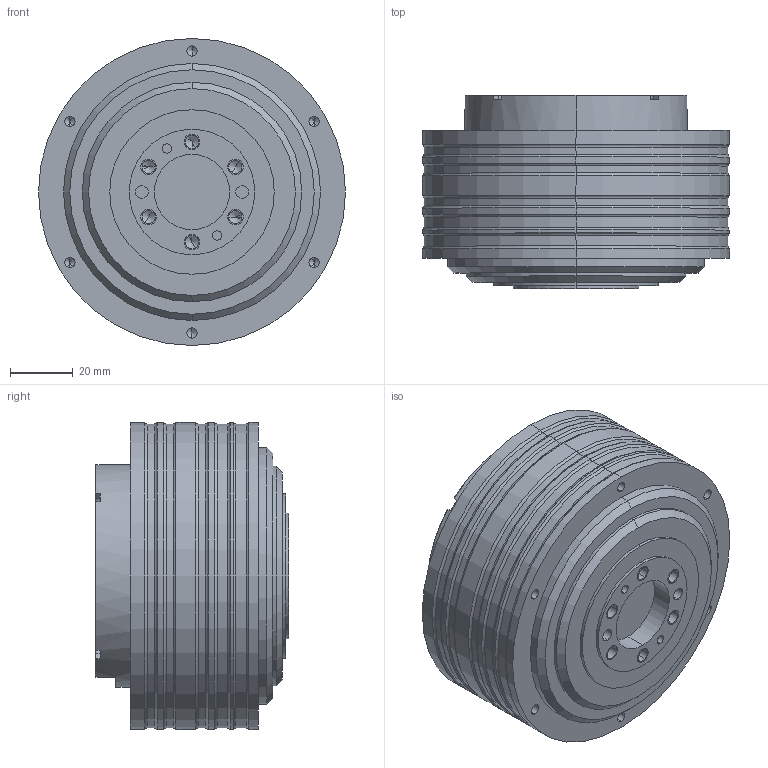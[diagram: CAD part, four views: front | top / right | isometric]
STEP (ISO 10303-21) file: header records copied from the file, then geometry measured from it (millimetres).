
FILE_DESCRIPTION((''),'2;1');
FILE_NAME('8009-RAU_5005_-2020001','2024-08-26T14:31:45',('005'),(''),'CREO PARAMETRIC BY PTC INC, 2020053','CREO PARAMETRIC BY PTC INC, 2020053','');
FILE_SCHEMA(('CONFIG_CONTROL_DESIGN'));
Length unit declared in the file: millimetre
Products named in the file (3): DM_8116_0001; 8009-RAU_5005_000; 8009-RAU_5005_-2020001
Assembly tree (2 placements, depth 2):
  8009-RAU_5005_-2020001
    DM_8116_0001
    8009-RAU_5005_000
Bounding box: 98 x 61.7 x 98 mm (x, y, z)
Volume: 349525.9 mm3; surface area: 47168.1 mm2
Topology: 2 solids, 8 shells, 970 faces, 2255 edges, 1373 vertices
Faces by surface type: plane 468, cylinder 271, cone 199, torus 20, extrusion 12
Entity records: 28395 total; most frequent: CARTESIAN_POINT 6344, DIRECTION 4649, ORIENTED_EDGE 4438, EDGE_CURVE 2231, AXIS2_PLACEMENT_3D 1739, VERTEX_POINT 1373, VECTOR 1171, LINE 1159
